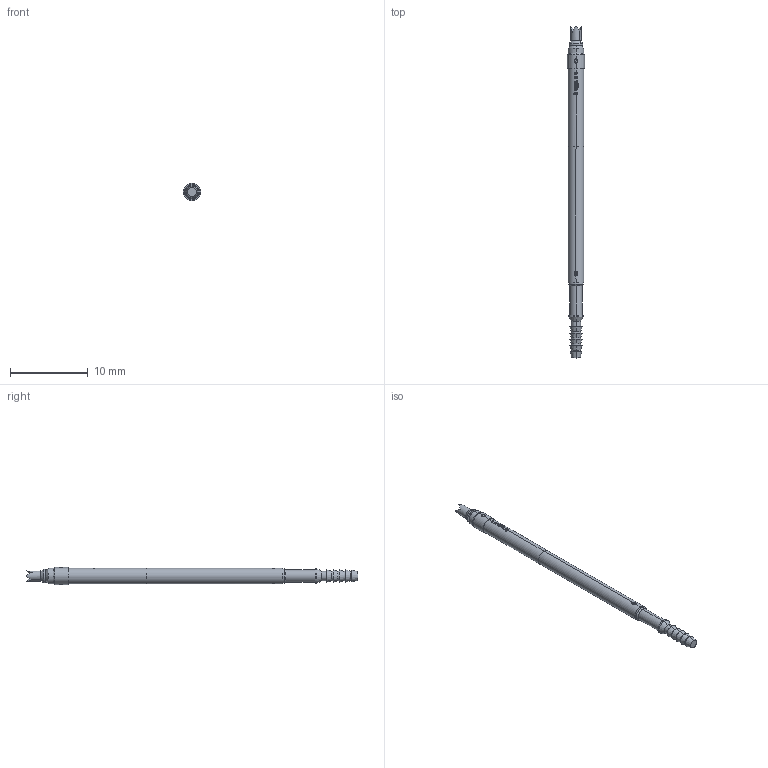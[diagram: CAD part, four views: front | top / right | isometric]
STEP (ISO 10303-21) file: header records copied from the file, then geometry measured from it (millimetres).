
FILE_DESCRIPTION (( 'STEP AP203' ), '1' );
FILE_NAME ('INGUN_PKS-200_204_130_R_xx02_B.STEP', '2022-03-04T08:47:26', ( 'ochi' ), ( '' ), 'SwSTEP 2.0', 'SolidWorks 2018', '' );
FILE_SCHEMA (( 'CONFIG_CONTROL_DESIGN' ));
Length unit declared in the file: millimetre
Products named in the file (1): INGUN_PKS-200_204_130_R_xx02_B
Bounding box: 2.2 x 42.7 x 2.2 mm (x, y, z)
Volume: 115.5 mm3; surface area: 259.6 mm2
Topology: 1 solids, 1 shells, 182 faces, 465 edges, 297 vertices
Faces by surface type: plane 62, bspline 50, cylinder 50, cone 20
Entity records: 6836 total; most frequent: CARTESIAN_POINT 2699, ORIENTED_EDGE 930, DIRECTION 737, EDGE_CURVE 465, AXIS2_PLACEMENT_3D 299, VERTEX_POINT 297, EDGE_LOOP 194, ADVANCED_FACE 182
